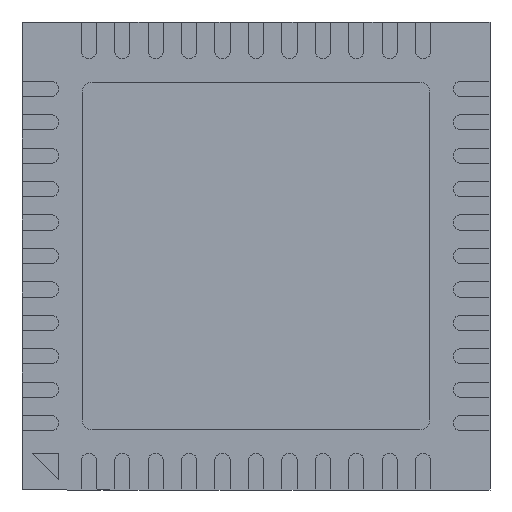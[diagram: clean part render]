
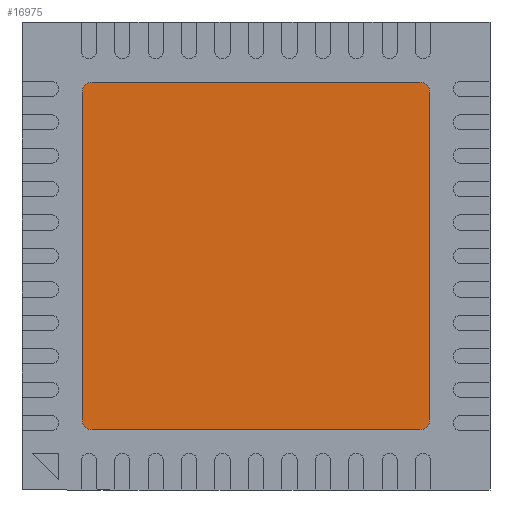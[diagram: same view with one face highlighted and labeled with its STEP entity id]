
A CAD part, front view. The second image highlights one B-rep face of the part: STEP entity #16975.
In plain terms, the highlighted planar face has unit normal (0, -1, 0).
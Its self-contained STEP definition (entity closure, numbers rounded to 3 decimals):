
#363 = ORIENTED_EDGE ( 'NONE', *, *, #9619, .T. ) ;
#392 = VECTOR ( 'NONE', #3017, 1000. ) ;
#993 = LINE ( 'NONE', #7598, #8079 ) ;
#1325 = DIRECTION ( 'NONE',  ( 0., 1., 0. ) ) ;
#1403 = CARTESIAN_POINT ( 'NONE',  ( 2.45, 0., -2.6 ) ) ;
#1607 = ORIENTED_EDGE ( 'NONE', *, *, #8062, .T. ) ;
#1920 = VERTEX_POINT ( 'NONE', #9395 ) ;
#1979 = AXIS2_PLACEMENT_3D ( 'NONE', #6006, #17439, #13172 ) ;
#2094 = CARTESIAN_POINT ( 'NONE',  ( -2.45, 0., 2.45 ) ) ;
#2743 = VERTEX_POINT ( 'NONE', #4054 ) ;
#3017 = DIRECTION ( 'NONE',  ( -1., 0., 0. ) ) ;
#3302 = CIRCLE ( 'NONE', #18140, 0.15 ) ;
#3328 = AXIS2_PLACEMENT_3D ( 'NONE', #4783, #16108, #4534 ) ;
#3767 = ORIENTED_EDGE ( 'NONE', *, *, #6652, .T. ) ;
#4054 = CARTESIAN_POINT ( 'NONE',  ( 2.45, 0., -2.6 ) ) ;
#4239 = DIRECTION ( 'NONE',  ( 1., 0., 0. ) ) ;
#4482 = EDGE_CURVE ( 'NONE', #2743, #11968, #11133, .T. ) ;
#4534 = DIRECTION ( 'NONE',  ( 0., 0., 1. ) ) ;
#4719 = DIRECTION ( 'NONE',  ( 0., 0., -1. ) ) ;
#4783 = CARTESIAN_POINT ( 'NONE',  ( 2.45, 0., 2.45 ) ) ;
#4978 = CIRCLE ( 'NONE', #3328, 0.15 ) ;
#5041 = CARTESIAN_POINT ( 'NONE',  ( -2.45, 0., 2.6 ) ) ;
#5541 = CARTESIAN_POINT ( 'NONE',  ( 2.45, 0., 2.6 ) ) ;
#6006 = CARTESIAN_POINT ( 'NONE',  ( 2.45, 0., -2.45 ) ) ;
#6118 = DIRECTION ( 'NONE',  ( 0., 0., -1. ) ) ;
#6534 = DIRECTION ( 'NONE',  ( 0., -1., 0. ) ) ;
#6652 = EDGE_CURVE ( 'NONE', #7877, #9268, #3302, .T. ) ;
#6767 = CIRCLE ( 'NONE', #7330, 0.15 ) ;
#7330 = AXIS2_PLACEMENT_3D ( 'NONE', #17783, #6534, #9333 ) ;
#7579 = VERTEX_POINT ( 'NONE', #13074 ) ;
#7598 = CARTESIAN_POINT ( 'NONE',  ( -2.6, 0., -2.45 ) ) ;
#7877 = VERTEX_POINT ( 'NONE', #5041 ) ;
#7975 = CARTESIAN_POINT ( 'NONE',  ( 2.6, 0., -2.45 ) ) ;
#8062 = EDGE_CURVE ( 'NONE', #13102, #7877, #18185, .T. ) ;
#8079 = VECTOR ( 'NONE', #4719, 1000. ) ;
#8164 = EDGE_CURVE ( 'NONE', #13062, #2743, #17482, .T. ) ;
#8727 = ORIENTED_EDGE ( 'NONE', *, *, #18094, .T. ) ;
#8906 = EDGE_CURVE ( 'NONE', #7579, #13062, #6767, .T. ) ;
#9268 = VERTEX_POINT ( 'NONE', #9825 ) ;
#9333 = DIRECTION ( 'NONE',  ( 0., 0., 1. ) ) ;
#9377 = ORIENTED_EDGE ( 'NONE', *, *, #8906, .T. ) ;
#9395 = CARTESIAN_POINT ( 'NONE',  ( 2.6, 0., 2.45 ) ) ;
#9619 = EDGE_CURVE ( 'NONE', #11968, #1920, #16997, .T. ) ;
#9700 = CARTESIAN_POINT ( 'NONE',  ( 2.6, 0., -2.45 ) ) ;
#9825 = CARTESIAN_POINT ( 'NONE',  ( -2.6, 0., 2.45 ) ) ;
#9925 = VECTOR ( 'NONE', #4239, 1000. ) ;
#11035 = DIRECTION ( 'NONE',  ( 0., 0., 1. ) ) ;
#11133 = CIRCLE ( 'NONE', #1979, 0.15 ) ;
#11233 = DIRECTION ( 'NONE',  ( 0., 0., 1. ) ) ;
#11458 = ORIENTED_EDGE ( 'NONE', *, *, #17111, .T. ) ;
#11968 = VERTEX_POINT ( 'NONE', #9700 ) ;
#12162 = AXIS2_PLACEMENT_3D ( 'NONE', #15719, #1325, #11233 ) ;
#12218 = EDGE_LOOP ( 'NONE', ( #16507, #363, #8727, #1607, #3767, #11458, #9377, #14104 ) ) ;
#12913 = FACE_OUTER_BOUND ( 'NONE', #12218, .T. ) ;
#12916 = VECTOR ( 'NONE', #11035, 1000. ) ;
#13062 = VERTEX_POINT ( 'NONE', #14726 ) ;
#13074 = CARTESIAN_POINT ( 'NONE',  ( -2.6, 0., -2.45 ) ) ;
#13102 = VERTEX_POINT ( 'NONE', #14967 ) ;
#13161 = DIRECTION ( 'NONE',  ( 0., -1., 0. ) ) ;
#13172 = DIRECTION ( 'NONE',  ( 0., 0., 1. ) ) ;
#14068 = PLANE ( 'NONE',  #12162 ) ;
#14104 = ORIENTED_EDGE ( 'NONE', *, *, #8164, .T. ) ;
#14726 = CARTESIAN_POINT ( 'NONE',  ( -2.45, 0., -2.6 ) ) ;
#14967 = CARTESIAN_POINT ( 'NONE',  ( 2.45, 0., 2.6 ) ) ;
#15719 = CARTESIAN_POINT ( 'NONE',  ( 2.45, 0., -2.45 ) ) ;
#16108 = DIRECTION ( 'NONE',  ( 0., -1., 0. ) ) ;
#16507 = ORIENTED_EDGE ( 'NONE', *, *, #4482, .T. ) ;
#16975 = ADVANCED_FACE ( 'NONE', ( #12913 ), #14068, .F. ) ;
#16997 = LINE ( 'NONE', #7975, #12916 ) ;
#17111 = EDGE_CURVE ( 'NONE', #9268, #7579, #993, .T. ) ;
#17439 = DIRECTION ( 'NONE',  ( 0., -1., 0. ) ) ;
#17482 = LINE ( 'NONE', #1403, #9925 ) ;
#17783 = CARTESIAN_POINT ( 'NONE',  ( -2.45, 0., -2.45 ) ) ;
#18094 = EDGE_CURVE ( 'NONE', #1920, #13102, #4978, .T. ) ;
#18140 = AXIS2_PLACEMENT_3D ( 'NONE', #2094, #13161, #6118 ) ;
#18185 = LINE ( 'NONE', #5541, #392 ) ;
